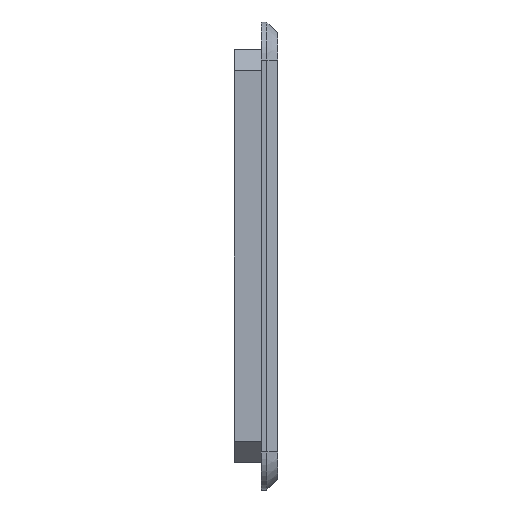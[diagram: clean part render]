
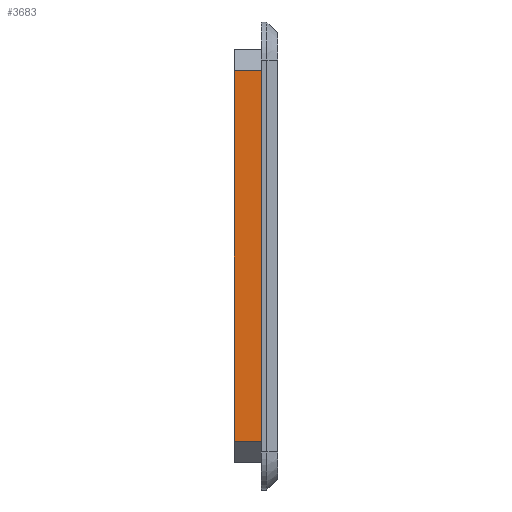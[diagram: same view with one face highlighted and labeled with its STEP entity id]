
A CAD part, left-side view. The second image highlights one B-rep face of the part: STEP entity #3683.
In plain terms, the highlighted planar face has unit normal (-1, 0, 0).
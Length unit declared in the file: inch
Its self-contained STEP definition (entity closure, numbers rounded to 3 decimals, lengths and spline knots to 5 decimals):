
#340=FACE_OUTER_BOUND('',#539,.T.);
#539=EDGE_LOOP('',(#3361,#3362,#3363,#3364));
#1070=LINE('',#7358,#1373);
#1073=LINE('',#7364,#1376);
#1074=LINE('',#7366,#1377);
#1075=LINE('',#7367,#1378);
#1373=VECTOR('',#4207,0.3937);
#1376=VECTOR('',#4212,0.3937);
#1377=VECTOR('',#4213,0.3937);
#1378=VECTOR('',#4214,0.3937);
#1750=VERTEX_POINT('',#7354);
#1752=VERTEX_POINT('',#7357);
#1754=VERTEX_POINT('',#7363);
#1755=VERTEX_POINT('',#7365);
#2294=EDGE_CURVE('',#1750,#1752,#1070,.T.);
#2297=EDGE_CURVE('',#1754,#1750,#1073,.T.);
#2298=EDGE_CURVE('',#1754,#1755,#1074,.T.);
#2299=EDGE_CURVE('',#1752,#1755,#1075,.T.);
#3361=ORIENTED_EDGE('',*,*,#2297,.F.);
#3362=ORIENTED_EDGE('',*,*,#2298,.T.);
#3363=ORIENTED_EDGE('',*,*,#2299,.F.);
#3364=ORIENTED_EDGE('',*,*,#2294,.F.);
#3493=PLANE('',#3780);
#3683=ADVANCED_FACE('',(#340),#3493,.T.);
#3780=AXIS2_PLACEMENT_3D('',#7362,#4210,#4211);
#4207=DIRECTION('',(0.,1.,0.));
#4210=DIRECTION('center_axis',(-1.,0.,0.));
#4211=DIRECTION('ref_axis',(0.,0.,1.));
#4212=DIRECTION('',(0.,0.,-1.));
#4213=DIRECTION('',(0.,1.,0.));
#4214=DIRECTION('',(0.,0.,1.));
#7354=CARTESIAN_POINT('',(0.05,0.03,0.09));
#7357=CARTESIAN_POINT('',(0.05,0.08,0.09));
#7358=CARTESIAN_POINT('',(0.05,0.,0.09));
#7362=CARTESIAN_POINT('Origin',(0.05,0.,0.09));
#7363=CARTESIAN_POINT('',(0.05,0.03,0.77));
#7364=CARTESIAN_POINT('',(0.05,0.03,0.09));
#7365=CARTESIAN_POINT('',(0.05,0.08,0.77));
#7366=CARTESIAN_POINT('',(0.05,0.,0.77));
#7367=CARTESIAN_POINT('',(0.05,0.08,0.09));
